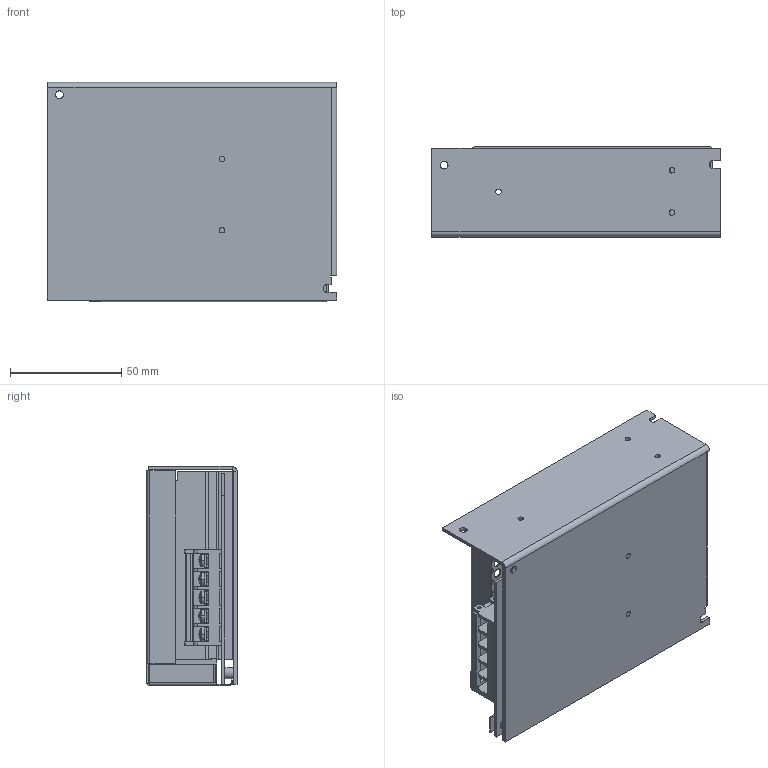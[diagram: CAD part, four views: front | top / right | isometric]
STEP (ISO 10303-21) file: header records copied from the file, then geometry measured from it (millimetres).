
FILE_DESCRIPTION (( 'STEP AP214' ), '1' );
FILE_NAME ('3919037.STEP', '2017-09-15T13:16:26', ( '' ), ( '' ), 'SwSTEP 2.0', 'SolidWorks 2017', '' );
FILE_SCHEMA (( 'AUTOMOTIVE_DESIGN' ));
Length unit declared in the file: millimetre
Products named in the file (10): WIRE CLAMPING PLATE, TERMINAL BLOCK SUBASSY, POWER SUPPLIES, EASY TO CONFIGURE; VITE UNI6108 M3x6 1012016_TCIC M3x6; hb-825m; coperchio; COVER, TERMINAL BLOCK SUBASSY, POWER SUPPLIES, EASY TO CONFIGURE; 3919037; case; TERMINAL PLATE, TERMINAL BLOCK SUBASSY, POWER SUPPLIES, EASY TO CONFIGURE; TERMINAL BLOCK, TERMINAL BLOCK SUBASSY, POWER SUPPLIES, EASY TO CONFIGURE; skeda
Assembly tree (21 placements, depth 3):
  3919037
    case
    skeda
    coperchio
    hb-825m
      TERMINAL BLOCK, TERMINAL BLOCK SUBASSY, POWER SUPPLIES, EASY TO CONFIGURE
      TERMINAL PLATE, TERMINAL BLOCK SUBASSY, POWER SUPPLIES, EASY TO CONFIGURE  x5
      WIRE CLAMPING PLATE, TERMINAL BLOCK SUBASSY, POWER SUPPLIES, EASY TO CONFIGURE  x5
      COVER, TERMINAL BLOCK SUBASSY, POWER SUPPLIES, EASY TO CONFIGURE
      VITE UNI6108 M3x6 1012016_TCIC M3x6  x5
Bounding box: 130.31 x 40.6 x 98.6 mm (x, y, z)
Volume: 62923.7 mm3; surface area: 101923.8 mm2
Topology: 20 solids, 20 shells, 1376 faces, 3721 edges, 2386 vertices
Faces by surface type: cylinder 837, plane 450, cone 55, torus 24, sphere 10
Entity records: 36045 total; most frequent: DIRECTION 6566, CARTESIAN_POINT 5877, ORIENTED_EDGE 5790, EDGE_CURVE 2895, AXIS2_PLACEMENT_3D 2631, VERTEX_POINT 1890, EDGE_LOOP 1725, CIRCLE 1578
